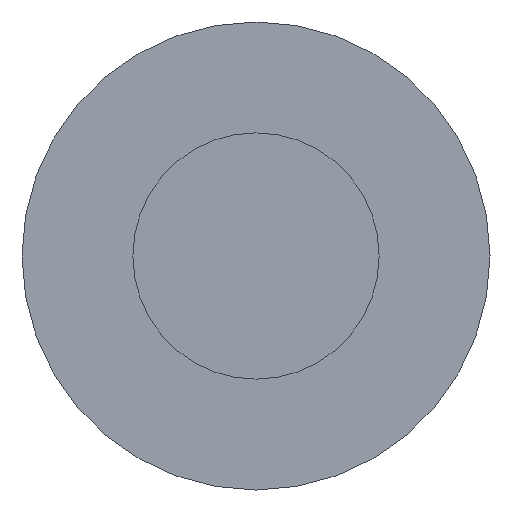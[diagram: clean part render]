
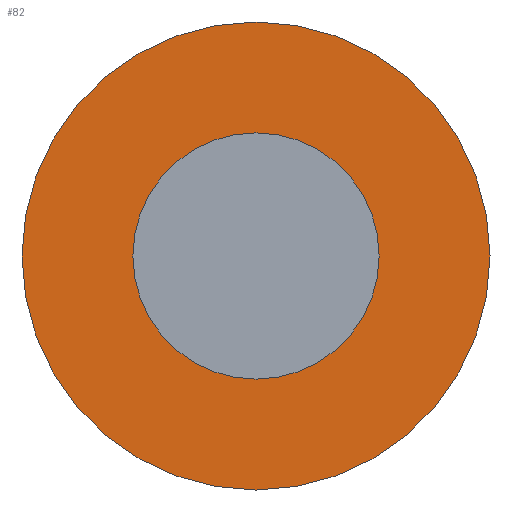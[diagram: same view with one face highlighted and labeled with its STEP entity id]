
A CAD part, front view. The second image highlights one B-rep face of the part: STEP entity #82.
In plain terms, the highlighted planar face has unit normal (0, -1, 0).
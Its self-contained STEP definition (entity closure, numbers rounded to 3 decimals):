
#15=FACE_BOUND('',#35,.T.);
#17=PLANE('',#116);
#28=FACE_OUTER_BOUND('',#34,.T.);
#34=EDGE_LOOP('',(#71));
#35=EDGE_LOOP('',(#72));
#42=CIRCLE('',#114,2.85);
#43=CIRCLE('',#117,1.5);
#48=VERTEX_POINT('',#161);
#49=VERTEX_POINT('',#166);
#56=EDGE_CURVE('',#48,#48,#42,.T.);
#57=EDGE_CURVE('',#49,#49,#43,.T.);
#71=ORIENTED_EDGE('',*,*,#56,.F.);
#72=ORIENTED_EDGE('',*,*,#57,.T.);
#82=ADVANCED_FACE('',(#28,#15),#17,.F.);
#114=AXIS2_PLACEMENT_3D('',#163,#136,#137);
#116=AXIS2_PLACEMENT_3D('',#165,#140,#141);
#117=AXIS2_PLACEMENT_3D('',#167,#142,#143);
#136=DIRECTION('center_axis',(0.,1.,0.));
#137=DIRECTION('ref_axis',(1.,0.,0.));
#140=DIRECTION('center_axis',(0.,1.,0.));
#141=DIRECTION('ref_axis',(0.,0.,1.));
#142=DIRECTION('center_axis',(0.,1.,0.));
#143=DIRECTION('ref_axis',(-1.,0.,0.));
#161=CARTESIAN_POINT('',(-2.85,40.,0.));
#163=CARTESIAN_POINT('Origin',(0.,40.,0.));
#165=CARTESIAN_POINT('Origin',(0.,40.,0.));
#166=CARTESIAN_POINT('',(1.5,40.,0.));
#167=CARTESIAN_POINT('Origin',(0.,40.,0.));
